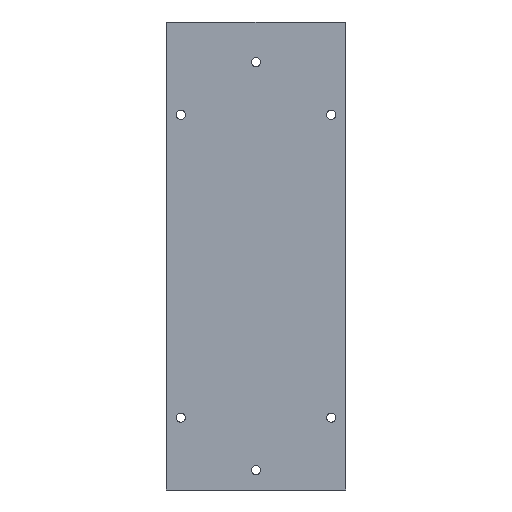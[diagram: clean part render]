
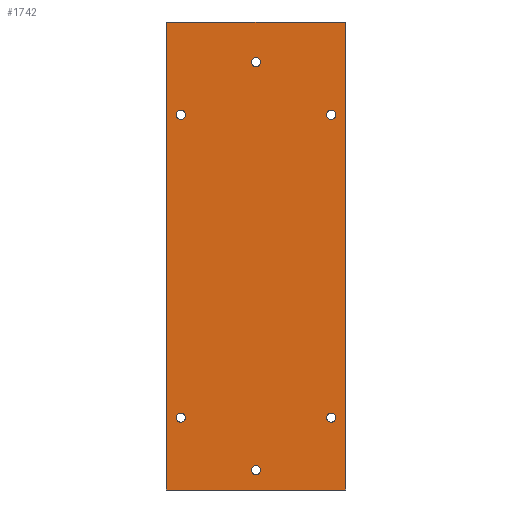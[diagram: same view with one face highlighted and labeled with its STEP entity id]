
A CAD part, front view. The second image highlights one B-rep face of the part: STEP entity #1742.
In plain terms, the highlighted planar face has unit normal (0, -1, 0).
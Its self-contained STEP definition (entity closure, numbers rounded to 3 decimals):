
#269 = CARTESIAN_POINT ( 'NONE',  ( 25.947, 147.174, 50.8 ) ) ;
#415 = EDGE_LOOP ( 'NONE', ( #9272, #550, #463, #9495 ) ) ;
#463 = ORIENTED_EDGE ( 'NONE', *, *, #4946, .T. ) ;
#503 = VERTEX_POINT ( 'NONE', #7753 ) ;
#550 = ORIENTED_EDGE ( 'NONE', *, *, #10697, .T. ) ;
#857 = DIRECTION ( 'NONE',  ( 1., 0., 0. ) ) ;
#946 = DIRECTION ( 'NONE',  ( 0., 0., -1. ) ) ;
#1002 = CARTESIAN_POINT ( 'NONE',  ( 161.71, 147.174, -304.8 ) ) ;
#1037 = EDGE_CURVE ( 'NONE', #1550, #8619, #5396, .T. ) ;
#1314 = EDGE_CURVE ( 'NONE', #2969, #2969, #2995, .T. ) ;
#1402 = AXIS2_PLACEMENT_3D ( 'NONE', #10424, #3575, #5355 ) ;
#1550 = VERTEX_POINT ( 'NONE', #1851 ) ;
#1742 = ADVANCED_FACE ( 'NONE', ( #6099, #3803, #3531, #9520, #3284, #5060, #2888 ), #5780, .T. ) ;
#1851 = CARTESIAN_POINT ( 'NONE',  ( 161.71, 147.174, 50.8 ) ) ;
#1875 = AXIS2_PLACEMENT_3D ( 'NONE', #9307, #7671, #7637 ) ;
#1896 = ORIENTED_EDGE ( 'NONE', *, *, #10592, .T. ) ;
#1957 = EDGE_LOOP ( 'NONE', ( #1896 ) ) ;
#2110 = CARTESIAN_POINT ( 'NONE',  ( 25.947, 147.174, -304.8 ) ) ;
#2129 = DIRECTION ( 'NONE',  ( 0., -1., 0. ) ) ;
#2139 = CARTESIAN_POINT ( 'NONE',  ( 36.628, 147.174, -19.8 ) ) ;
#2147 = CARTESIAN_POINT ( 'NONE',  ( 151.028, 147.174, -19.8 ) ) ;
#2172 = VERTEX_POINT ( 'NONE', #2589 ) ;
#2306 = VECTOR ( 'NONE', #7143, 1000. ) ;
#2398 = CARTESIAN_POINT ( 'NONE',  ( 36.628, 147.174, -253.3 ) ) ;
#2589 = CARTESIAN_POINT ( 'NONE',  ( 151.028, 147.174, -253.3 ) ) ;
#2599 = CARTESIAN_POINT ( 'NONE',  ( 25.947, 147.174, -304.8 ) ) ;
#2888 = FACE_BOUND ( 'NONE', #3407, .T. ) ;
#2969 = VERTEX_POINT ( 'NONE', #6901 ) ;
#2995 = CIRCLE ( 'NONE', #7754, 3.5 ) ;
#3235 = LINE ( 'NONE', #2599, #6865 ) ;
#3279 = ORIENTED_EDGE ( 'NONE', *, *, #7684, .T. ) ;
#3284 = FACE_BOUND ( 'NONE', #8201, .T. ) ;
#3407 = EDGE_LOOP ( 'NONE', ( #7476 ) ) ;
#3492 = EDGE_CURVE ( 'NONE', #2172, #2172, #10118, .T. ) ;
#3531 = FACE_BOUND ( 'NONE', #5751, .T. ) ;
#3555 = AXIS2_PLACEMENT_3D ( 'NONE', #2139, #5492, #8068 ) ;
#3575 = DIRECTION ( 'NONE',  ( 0., 1., 0. ) ) ;
#3654 = VECTOR ( 'NONE', #4794, 1000. ) ;
#3667 = ORIENTED_EDGE ( 'NONE', *, *, #3794, .T. ) ;
#3707 = EDGE_LOOP ( 'NONE', ( #5171 ) ) ;
#3794 = EDGE_CURVE ( 'NONE', #503, #503, #8243, .T. ) ;
#3803 = FACE_BOUND ( 'NONE', #1957, .T. ) ;
#3891 = VERTEX_POINT ( 'NONE', #1002 ) ;
#3927 = CARTESIAN_POINT ( 'NONE',  ( 151.028, 147.174, -23.3 ) ) ;
#4057 = CARTESIAN_POINT ( 'NONE',  ( 93.828, 147.174, -289.8 ) ) ;
#4688 = DIRECTION ( 'NONE',  ( 0., 0., 1. ) ) ;
#4717 = CIRCLE ( 'NONE', #3555, 3.5 ) ;
#4728 = VECTOR ( 'NONE', #4688, 1000. ) ;
#4753 = CARTESIAN_POINT ( 'NONE',  ( 36.628, 147.174, -23.3 ) ) ;
#4794 = DIRECTION ( 'NONE',  ( 0., 0., -1. ) ) ;
#4806 = ORIENTED_EDGE ( 'NONE', *, *, #3492, .T. ) ;
#4946 = EDGE_CURVE ( 'NONE', #6460, #3891, #3235, .T. ) ;
#4979 = DIRECTION ( 'NONE',  ( 0., 1., 0. ) ) ;
#5060 = FACE_BOUND ( 'NONE', #3707, .T. ) ;
#5171 = ORIENTED_EDGE ( 'NONE', *, *, #1314, .T. ) ;
#5355 = DIRECTION ( 'NONE',  ( 0., 0., -1. ) ) ;
#5396 = LINE ( 'NONE', #269, #2306 ) ;
#5492 = DIRECTION ( 'NONE',  ( 0., 1., 0. ) ) ;
#5751 = EDGE_LOOP ( 'NONE', ( #3667 ) ) ;
#5780 = PLANE ( 'NONE',  #10285 ) ;
#6099 = FACE_OUTER_BOUND ( 'NONE', #415, .T. ) ;
#6460 = VERTEX_POINT ( 'NONE', #10081 ) ;
#6497 = CIRCLE ( 'NONE', #7672, 3.5 ) ;
#6865 = VECTOR ( 'NONE', #857, 1000. ) ;
#6901 = CARTESIAN_POINT ( 'NONE',  ( 93.828, 147.174, -293.3 ) ) ;
#6991 = LINE ( 'NONE', #8200, #4728 ) ;
#7143 = DIRECTION ( 'NONE',  ( -1., 0., 0. ) ) ;
#7192 = DIRECTION ( 'NONE',  ( 0., 0., -1. ) ) ;
#7359 = VERTEX_POINT ( 'NONE', #3927 ) ;
#7384 = DIRECTION ( 'NONE',  ( 0., 0., -1. ) ) ;
#7476 = ORIENTED_EDGE ( 'NONE', *, *, #8440, .T. ) ;
#7486 = CIRCLE ( 'NONE', #1402, 3.5 ) ;
#7637 = DIRECTION ( 'NONE',  ( 0., 0., -1. ) ) ;
#7671 = DIRECTION ( 'NONE',  ( 0., 1., 0. ) ) ;
#7672 = AXIS2_PLACEMENT_3D ( 'NONE', #2147, #10543, #8041 ) ;
#7684 = EDGE_CURVE ( 'NONE', #10903, #10903, #4717, .T. ) ;
#7753 = CARTESIAN_POINT ( 'NONE',  ( 93.828, 147.174, 16.7 ) ) ;
#7754 = AXIS2_PLACEMENT_3D ( 'NONE', #4057, #4979, #7384 ) ;
#8041 = DIRECTION ( 'NONE',  ( 0., 0., -1. ) ) ;
#8047 = LINE ( 'NONE', #2110, #3654 ) ;
#8068 = DIRECTION ( 'NONE',  ( 0., 0., -1. ) ) ;
#8200 = CARTESIAN_POINT ( 'NONE',  ( 161.71, 147.174, -304.8 ) ) ;
#8201 = EDGE_LOOP ( 'NONE', ( #4806 ) ) ;
#8243 = CIRCLE ( 'NONE', #1875, 3.5 ) ;
#8392 = AXIS2_PLACEMENT_3D ( 'NONE', #8538, #9426, #946 ) ;
#8440 = EDGE_CURVE ( 'NONE', #10376, #10376, #7486, .T. ) ;
#8538 = CARTESIAN_POINT ( 'NONE',  ( 151.028, 147.174, -249.8 ) ) ;
#8619 = VERTEX_POINT ( 'NONE', #10489 ) ;
#9272 = ORIENTED_EDGE ( 'NONE', *, *, #1037, .T. ) ;
#9280 = EDGE_CURVE ( 'NONE', #3891, #1550, #6991, .T. ) ;
#9307 = CARTESIAN_POINT ( 'NONE',  ( 93.828, 147.174, 20.2 ) ) ;
#9426 = DIRECTION ( 'NONE',  ( 0., 1., 0. ) ) ;
#9495 = ORIENTED_EDGE ( 'NONE', *, *, #9280, .T. ) ;
#9520 = FACE_BOUND ( 'NONE', #10729, .T. ) ;
#9969 = CARTESIAN_POINT ( 'NONE',  ( 25.947, 147.174, -304.8 ) ) ;
#10081 = CARTESIAN_POINT ( 'NONE',  ( 25.947, 147.174, -304.8 ) ) ;
#10118 = CIRCLE ( 'NONE', #8392, 3.5 ) ;
#10285 = AXIS2_PLACEMENT_3D ( 'NONE', #9969, #2129, #7192 ) ;
#10376 = VERTEX_POINT ( 'NONE', #2398 ) ;
#10424 = CARTESIAN_POINT ( 'NONE',  ( 36.628, 147.174, -249.8 ) ) ;
#10489 = CARTESIAN_POINT ( 'NONE',  ( 25.947, 147.174, 50.8 ) ) ;
#10543 = DIRECTION ( 'NONE',  ( 0., 1., 0. ) ) ;
#10592 = EDGE_CURVE ( 'NONE', #7359, #7359, #6497, .T. ) ;
#10697 = EDGE_CURVE ( 'NONE', #8619, #6460, #8047, .T. ) ;
#10729 = EDGE_LOOP ( 'NONE', ( #3279 ) ) ;
#10903 = VERTEX_POINT ( 'NONE', #4753 ) ;
